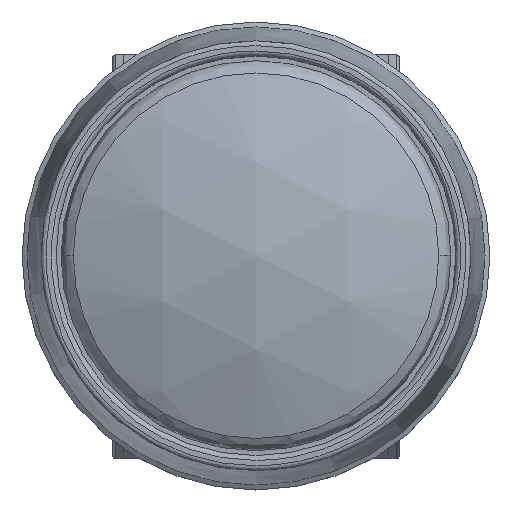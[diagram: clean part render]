
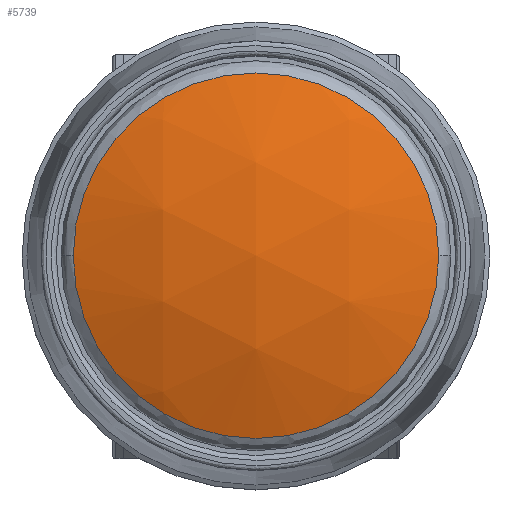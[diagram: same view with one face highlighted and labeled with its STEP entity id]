
A CAD part, top view. The second image highlights one B-rep face of the part: STEP entity #5739.
In plain terms, the highlighted spherical face has radius 50 mm.
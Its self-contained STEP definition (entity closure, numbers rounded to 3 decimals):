
#509 = DIRECTION ( 'NONE',  ( 0., 0., -1. ) ) ;
#1011 = FACE_OUTER_BOUND ( 'NONE', #2105, .T. ) ;
#1589 = ORIENTED_EDGE ( 'NONE', *, *, #11257, .F. ) ;
#2105 = EDGE_LOOP ( 'NONE', ( #1589, #2884 ) ) ;
#2112 = AXIS2_PLACEMENT_3D ( 'NONE', #10552, #509, #4980 ) ;
#2490 = CARTESIAN_POINT ( 'NONE',  ( -18.75, 0., 42.851 ) ) ;
#2884 = ORIENTED_EDGE ( 'NONE', *, *, #5532, .F. ) ;
#3131 = CIRCLE ( 'NONE', #11311, 18.75 ) ;
#4311 = DIRECTION ( 'NONE',  ( 0., 0., -1. ) ) ;
#4387 = CARTESIAN_POINT ( 'NONE',  ( 0., 0., -3.5 ) ) ;
#4980 = DIRECTION ( 'NONE',  ( 0., 1., 0. ) ) ;
#5418 = VERTEX_POINT ( 'NONE', #2490 ) ;
#5532 = EDGE_CURVE ( 'NONE', #14030, #5418, #8423, .T. ) ;
#5739 = ADVANCED_FACE ( 'NONE', ( #1011 ), #14434, .T. ) ;
#8423 = CIRCLE ( 'NONE', #2112, 18.75 ) ;
#8767 = DIRECTION ( 'NONE',  ( 0., 1., 0. ) ) ;
#8844 = DIRECTION ( 'NONE',  ( 1., 0., 0. ) ) ;
#9359 = AXIS2_PLACEMENT_3D ( 'NONE', #4387, #8844, #13339 ) ;
#10552 = CARTESIAN_POINT ( 'NONE',  ( 0., 0., 42.851 ) ) ;
#11174 = CARTESIAN_POINT ( 'NONE',  ( 18.75, 0., 42.851 ) ) ;
#11257 = EDGE_CURVE ( 'NONE', #5418, #14030, #3131, .T. ) ;
#11311 = AXIS2_PLACEMENT_3D ( 'NONE', #14354, #4311, #8767 ) ;
#13339 = DIRECTION ( 'NONE',  ( 0., -1., 0. ) ) ;
#14030 = VERTEX_POINT ( 'NONE', #11174 ) ;
#14354 = CARTESIAN_POINT ( 'NONE',  ( 0., 0., 42.851 ) ) ;
#14434 = SPHERICAL_SURFACE ( 'NONE', #9359, 50. ) ;
